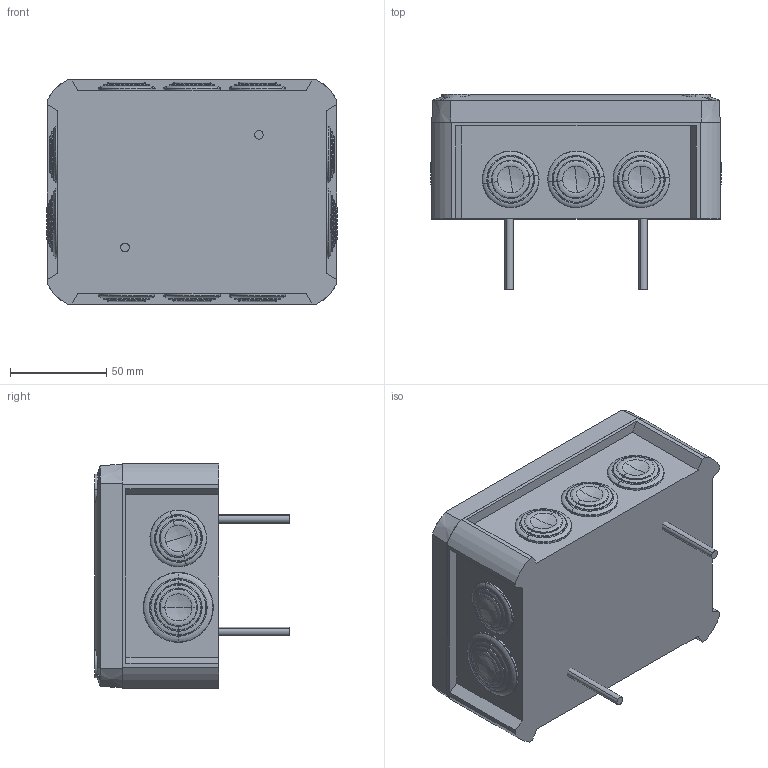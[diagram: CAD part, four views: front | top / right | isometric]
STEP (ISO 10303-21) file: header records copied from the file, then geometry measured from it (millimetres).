
FILE_DESCRIPTION (( 'STEP AP214' ), '1' );
FILE_NAME ('7205530.stp', '2018-10-03T10:07:44', ( '' ), ( '' ), 'SwSTEP 2.0', 'SolidWorks 2018', '' );
FILE_SCHEMA (( 'AUTOMOTIVE_DESIGN' ));
Length unit declared in the file: millimetre
Products named in the file (24): 062199_Standard; 062246_Standard; P_39409373_1_Standard; 062198_Standard; 0068977_LGR; 0069005_Standard; ED950_Standard; P_0000005961_1_Standard; ED540-02_02T100-ohne-VDE; 35019562_Standard; ED540-01_gro疇 Einf”rungen; 096203_Standard; 096202_Standard; 7205530; 084520_7205702-6mmý; P_0000008181_1_M3; 084461_7205700T2; 084460_7205700T1; 085021_Standard; 085020_Standard; 085002_Standard; 085000_Standard; 084920_Standard
Assembly tree (43 placements, depth 4):
  7205530
    ED540-01_gro疇 Einf”rungen
    ED540-02_02T100-ohne-VDE
    ED950_Standard  x4
    0069005_Standard  x2
    0068977_LGR  x8
    062199_Standard
      062246_Standard
        062198_Standard
        P_39409373_1_Standard  x2
      062199_Standard
      085021_Standard
        084920_Standard
        085000_Standard
        085002_Standard
        085020_Standard
      084520_7205702-6mmý  x4
        084460_7205700T1
        084461_7205700T2
        P_0000008181_1_M3
      096202_Standard  x2
      096203_Standard  x2
      35019562_Standard  x2
      P_0000005961_1_Standard  x2
Bounding box: 151.13 x 101.36 x 116.6 mm (x, y, z)
Volume: 238074.9 mm3; surface area: 225412.6 mm2
Topology: 48 solids, 48 shells, 1915 faces, 4565 edges, 2802 vertices
Faces by surface type: plane 729, cylinder 480, cone 342, torus 316, sphere 40, bspline 8
Entity records: 28950 total; most frequent: CARTESIAN_POINT 5669, DIRECTION 4772, ORIENTED_EDGE 4556, EDGE_CURVE 2278, AXIS2_PLACEMENT_3D 1719, VERTEX_POINT 1452, VECTOR 1334, LINE 1334
